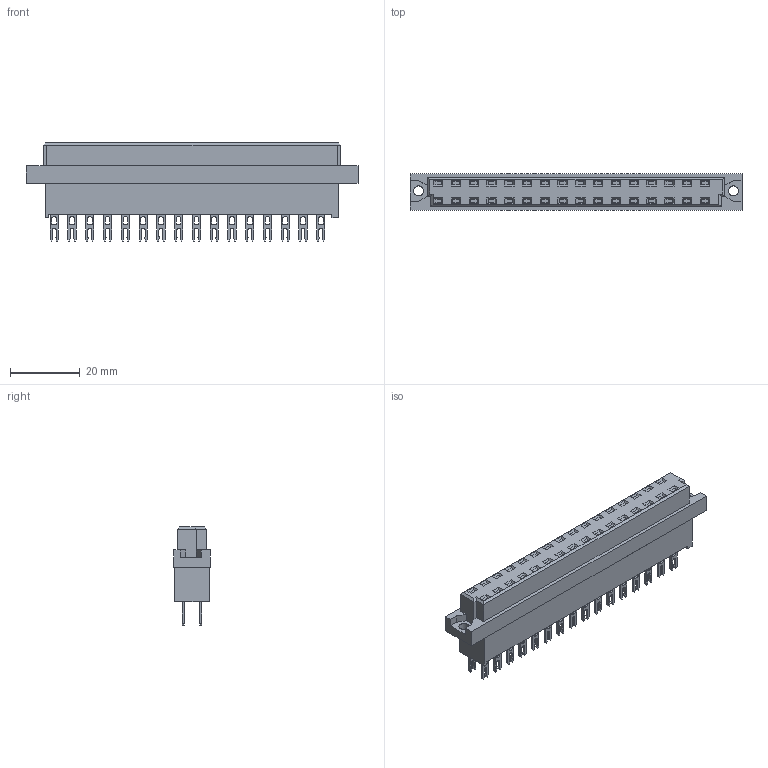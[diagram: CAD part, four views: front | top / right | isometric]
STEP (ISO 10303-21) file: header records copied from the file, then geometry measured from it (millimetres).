
FILE_DESCRIPTION(/* description */ (''),/* implementation_level */ '2;1');
FILE_NAME(/* name */ '100083152ugm000_b.stp',/* time_stamp */ '2016-07-01T13:39:38+02:00',/* author */ (''),/* organization */ (''),/* preprocessor_version */ 'ST-DEVELOPER v16',/* originating_system */ 'SIEMENS PLM Software NX 10.0',/* authorisation */ '');
FILE_SCHEMA (('AUTOMOTIVE_DESIGN { 1 0 10303 214 3 1 1 1 }'));
Length unit declared in the file: millimetre
Products named in the file (1): 100083152ugm000_b
Bounding box: 94.9 x 10.5 x 28.03 mm (x, y, z)
Volume: 17112.7 mm3; surface area: 7284.3 mm2
Topology: 1 solids, 1 shells, 813 faces, 2228 edges, 1483 vertices
Faces by surface type: plane 651, cylinder 162
Full cylindrical faces by diameter (mm): 2.87 x2
Entity records: 31388 total; most frequent: CARTESIAN_POINT 4526, ORIENTED_EDGE 4452, DIRECTION 4177, EDGE_CURVE 2226, LINE 1901, VECTOR 1901, VERTEX_POINT 1482, AXIS2_PLACEMENT_3D 1138
